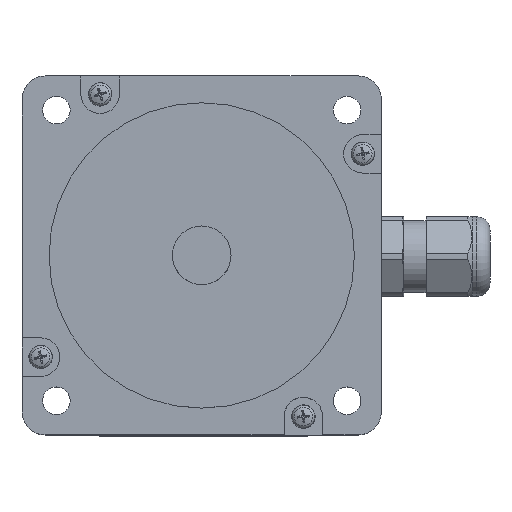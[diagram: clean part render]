
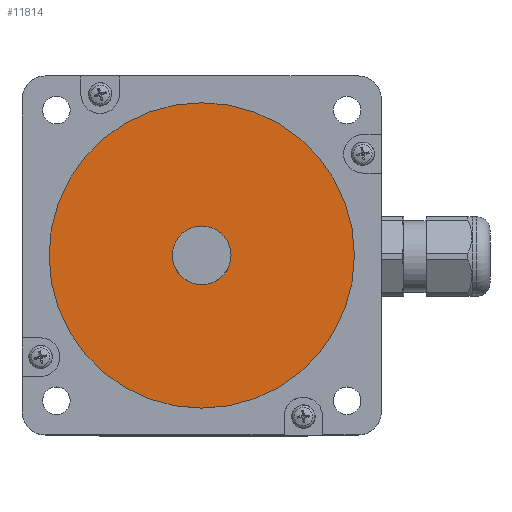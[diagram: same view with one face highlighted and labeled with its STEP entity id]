
A CAD part, top view. The second image highlights one B-rep face of the part: STEP entity #11814.
In plain terms, the highlighted planar face has unit normal (0, 0, 1).
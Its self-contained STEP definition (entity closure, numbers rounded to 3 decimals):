
#7685=CARTESIAN_POINT('',(7.,0.,19.6));
#7686=VERTEX_POINT('',#7685);
#7687=CARTESIAN_POINT('',(0.0,0.0,19.6));
#7688=DIRECTION('',(0.0,0.0,-1.0));
#7689=DIRECTION('',(-1.0,0.0,0.0));
#7690=AXIS2_PLACEMENT_3D('',#7687,#7688,#7689);
#7691=CIRCLE('',#7690,7.);
#7692=EDGE_CURVE('',#7686,#7686,#7691,.T.);
#11788=CARTESIAN_POINT('',(36.513,0.,19.6));
#11789=VERTEX_POINT('',#11788);
#11790=CARTESIAN_POINT('',(0.0,0.0,19.6));
#11791=DIRECTION('',(0.0,0.0,-1.0));
#11792=DIRECTION('',(-1.0,0.0,0.0));
#11793=AXIS2_PLACEMENT_3D('',#11790,#11791,#11792);
#11794=CIRCLE('',#11793,36.513);
#11795=EDGE_CURVE('',#11789,#11789,#11794,.T.);
#11803=CARTESIAN_POINT('',(0.0,0.0,19.6));
#11804=DIRECTION('',(0.0,0.0,-1.0));
#11805=DIRECTION('',(-1.0,0.0,0.0));
#11806=AXIS2_PLACEMENT_3D('',#11803,#11804,#11805);
#11807=PLANE('',#11806);
#11808=ORIENTED_EDGE('',*,*,#11795,.F.);
#11809=EDGE_LOOP('',(#11808));
#11810=FACE_OUTER_BOUND('',#11809,.T.);
#11811=ORIENTED_EDGE('',*,*,#7692,.T.);
#11812=EDGE_LOOP('',(#11811));
#11813=FACE_BOUND('',#11812,.T.);
#11814=ADVANCED_FACE('',(#11810,#11813),#11807,.F.);
